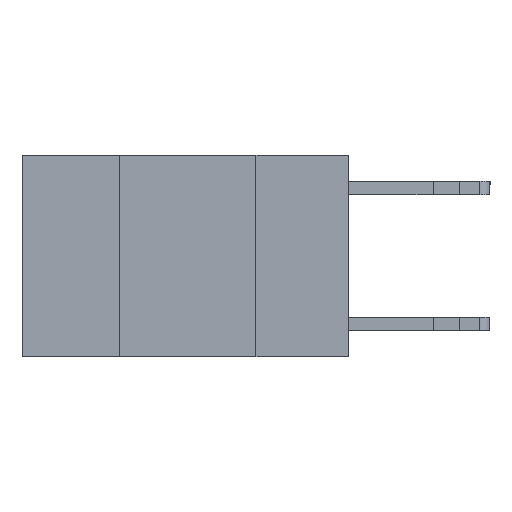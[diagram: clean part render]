
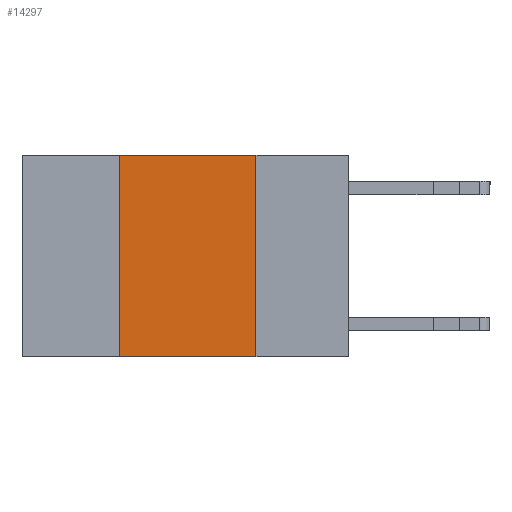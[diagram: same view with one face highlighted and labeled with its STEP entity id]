
A CAD part, left-side view. The second image highlights one B-rep face of the part: STEP entity #14297.
In plain terms, the highlighted planar face has unit normal (-1, 0, 0).
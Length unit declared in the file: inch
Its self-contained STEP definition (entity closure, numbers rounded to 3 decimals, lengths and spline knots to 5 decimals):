
#1559 = CARTESIAN_POINT ( 'NONE',  ( 0., 0.6, 0. ) ) ;
#1654 = EDGE_CURVE ( 'NONE', #3519, #19216, #16962, .T. ) ;
#1829 = CARTESIAN_POINT ( 'NONE',  ( 0., 0.17, 0. ) ) ;
#1938 = ORIENTED_EDGE ( 'NONE', *, *, #2747, .T. ) ;
#2747 = EDGE_CURVE ( 'NONE', #3519, #21238, #21844, .T. ) ;
#2889 = ORIENTED_EDGE ( 'NONE', *, *, #1654, .F. ) ;
#3511 = LINE ( 'NONE', #17306, #13842 ) ;
#3519 = VERTEX_POINT ( 'NONE', #6128 ) ;
#3640 = DIRECTION ( 'NONE',  ( 0., -1., 0. ) ) ;
#3958 = CARTESIAN_POINT ( 'NONE',  ( 0., 0.6, -0.37 ) ) ;
#6128 = CARTESIAN_POINT ( 'NONE',  ( 0., 0.42, -0.37 ) ) ;
#6812 = EDGE_CURVE ( 'NONE', #19216, #14438, #3511, .T. ) ;
#8067 = CARTESIAN_POINT ( 'NONE',  ( 0., 0.17, 0. ) ) ;
#8311 = LINE ( 'NONE', #8067, #19987 ) ;
#8650 = ORIENTED_EDGE ( 'NONE', *, *, #13002, .F. ) ;
#9335 = DIRECTION ( 'NONE',  ( 0., 0., 1. ) ) ;
#9401 = DIRECTION ( 'NONE',  ( 1., 0., 0. ) ) ;
#9744 = DIRECTION ( 'NONE',  ( 0., -1., 0. ) ) ;
#10900 = CARTESIAN_POINT ( 'NONE',  ( 0., 0.17, -0.37 ) ) ;
#11021 = CARTESIAN_POINT ( 'NONE',  ( 0., 0.42, 0. ) ) ;
#11196 = PLANE ( 'NONE',  #17141 ) ;
#13002 = EDGE_CURVE ( 'NONE', #14438, #21238, #8311, .T. ) ;
#13035 = FACE_OUTER_BOUND ( 'NONE', #20166, .T. ) ;
#13842 = VECTOR ( 'NONE', #3640, 39.37008 ) ;
#14297 = ADVANCED_FACE ( 'NONE', ( #13035 ), #11196, .F. ) ;
#14438 = VERTEX_POINT ( 'NONE', #1829 ) ;
#16962 = LINE ( 'NONE', #11021, #23133 ) ;
#17141 = AXIS2_PLACEMENT_3D ( 'NONE', #1559, #9401, #17278 ) ;
#17278 = DIRECTION ( 'NONE',  ( 0., 0., -1. ) ) ;
#17306 = CARTESIAN_POINT ( 'NONE',  ( 0., 0.6, 0. ) ) ;
#17388 = VECTOR ( 'NONE', #9744, 39.37008 ) ;
#19216 = VERTEX_POINT ( 'NONE', #24066 ) ;
#19987 = VECTOR ( 'NONE', #24007, 39.37008 ) ;
#20166 = EDGE_LOOP ( 'NONE', ( #8650, #23191, #2889, #1938 ) ) ;
#21238 = VERTEX_POINT ( 'NONE', #10900 ) ;
#21844 = LINE ( 'NONE', #3958, #17388 ) ;
#23133 = VECTOR ( 'NONE', #9335, 39.37008 ) ;
#23191 = ORIENTED_EDGE ( 'NONE', *, *, #6812, .F. ) ;
#24007 = DIRECTION ( 'NONE',  ( 0., 0., -1. ) ) ;
#24066 = CARTESIAN_POINT ( 'NONE',  ( 0., 0.42, 0. ) ) ;
